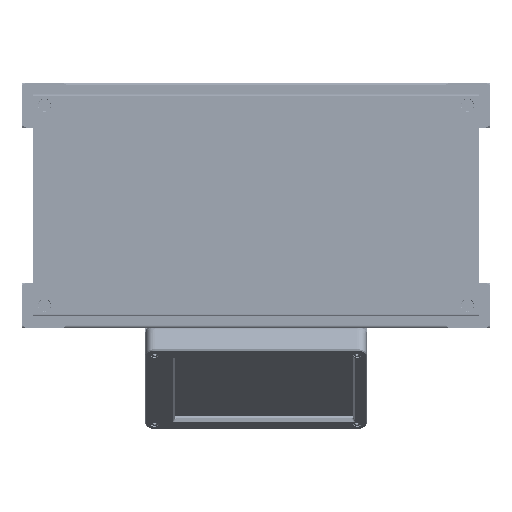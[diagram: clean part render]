
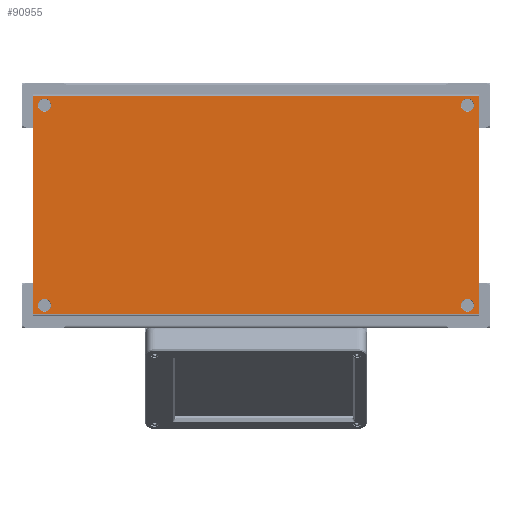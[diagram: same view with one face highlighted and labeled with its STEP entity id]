
A CAD part, top view. The second image highlights one B-rep face of the part: STEP entity #90955.
In plain terms, the highlighted planar face has unit normal (0, 0, 1).
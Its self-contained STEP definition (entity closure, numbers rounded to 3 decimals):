
#5397=FACE_BOUND('',#14219,.T.);
#5398=FACE_BOUND('',#14220,.T.);
#5399=FACE_BOUND('',#14221,.T.);
#5400=FACE_BOUND('',#14222,.T.);
#5937=PLANE('',#96616);
#9208=FACE_OUTER_BOUND('',#14218,.T.);
#14218=EDGE_LOOP('',(#63426,#63427,#63428,#63429));
#14219=EDGE_LOOP('',(#63430));
#14220=EDGE_LOOP('',(#63431));
#14221=EDGE_LOOP('',(#63432));
#14222=EDGE_LOOP('',(#63433));
#19818=LINE('',#130162,#29408);
#19819=LINE('',#130164,#29409);
#19820=LINE('',#130166,#29410);
#19821=LINE('',#130167,#29411);
#29408=VECTOR('',#104805,10.);
#29409=VECTOR('',#104806,10.);
#29410=VECTOR('',#104807,10.);
#29411=VECTOR('',#104808,10.);
#38850=CIRCLE('',#96614,2.9);
#38852=CIRCLE('',#96617,2.9);
#38853=CIRCLE('',#96618,2.9);
#38854=CIRCLE('',#96619,2.9);
#41362=VERTEX_POINT('',#130154);
#41364=VERTEX_POINT('',#130160);
#41365=VERTEX_POINT('',#130161);
#41366=VERTEX_POINT('',#130163);
#41367=VERTEX_POINT('',#130165);
#41368=VERTEX_POINT('',#130168);
#41369=VERTEX_POINT('',#130170);
#41370=VERTEX_POINT('',#130172);
#49933=EDGE_CURVE('',#41362,#41362,#38850,.T.);
#49936=EDGE_CURVE('',#41364,#41365,#19818,.T.);
#49937=EDGE_CURVE('',#41366,#41364,#19819,.T.);
#49938=EDGE_CURVE('',#41367,#41366,#19820,.T.);
#49939=EDGE_CURVE('',#41365,#41367,#19821,.T.);
#49940=EDGE_CURVE('',#41368,#41368,#38852,.T.);
#49941=EDGE_CURVE('',#41369,#41369,#38853,.T.);
#49942=EDGE_CURVE('',#41370,#41370,#38854,.T.);
#63426=ORIENTED_EDGE('',*,*,#49936,.F.);
#63427=ORIENTED_EDGE('',*,*,#49937,.F.);
#63428=ORIENTED_EDGE('',*,*,#49938,.F.);
#63429=ORIENTED_EDGE('',*,*,#49939,.F.);
#63430=ORIENTED_EDGE('',*,*,#49940,.F.);
#63431=ORIENTED_EDGE('',*,*,#49941,.F.);
#63432=ORIENTED_EDGE('',*,*,#49942,.F.);
#63433=ORIENTED_EDGE('',*,*,#49933,.F.);
#90955=ADVANCED_FACE('',(#9208,#5397,#5398,#5399,#5400),#5937,.T.);
#96614=AXIS2_PLACEMENT_3D('',#130155,#104798,#104799);
#96616=AXIS2_PLACEMENT_3D('',#130159,#104803,#104804);
#96617=AXIS2_PLACEMENT_3D('',#130169,#104809,#104810);
#96618=AXIS2_PLACEMENT_3D('',#130171,#104811,#104812);
#96619=AXIS2_PLACEMENT_3D('',#130173,#104813,#104814);
#104798=DIRECTION('center_axis',(0.,0.,1.));
#104799=DIRECTION('ref_axis',(1.,0.,0.));
#104803=DIRECTION('center_axis',(0.,0.,1.));
#104804=DIRECTION('ref_axis',(1.,0.,0.));
#104805=DIRECTION('',(-1.,0.,0.));
#104806=DIRECTION('',(0.,-1.,0.));
#104807=DIRECTION('',(1.,0.,0.));
#104808=DIRECTION('',(0.,1.,0.));
#104809=DIRECTION('center_axis',(0.,0.,1.));
#104810=DIRECTION('ref_axis',(1.,0.,0.));
#104811=DIRECTION('center_axis',(0.,0.,1.));
#104812=DIRECTION('ref_axis',(1.,0.,0.));
#104813=DIRECTION('center_axis',(0.,0.,1.));
#104814=DIRECTION('ref_axis',(1.,0.,0.));
#130154=CARTESIAN_POINT('',(-97.8,44.9,0.));
#130155=CARTESIAN_POINT('Origin',(-94.9,44.9,0.));
#130159=CARTESIAN_POINT('Origin',(0.,0.,0.));
#130160=CARTESIAN_POINT('',(100.,-49.,0.));
#130161=CARTESIAN_POINT('',(-100.,-49.,0.));
#130162=CARTESIAN_POINT('',(50.,-49.,0.));
#130163=CARTESIAN_POINT('',(100.,49.,0.));
#130164=CARTESIAN_POINT('',(100.,49.8,0.));
#130165=CARTESIAN_POINT('',(-100.,49.,0.));
#130166=CARTESIAN_POINT('',(-50.,49.,0.));
#130167=CARTESIAN_POINT('',(-100.,-49.8,0.));
#130168=CARTESIAN_POINT('',(-97.8,-44.9,0.));
#130169=CARTESIAN_POINT('Origin',(-94.9,-44.9,0.));
#130170=CARTESIAN_POINT('',(92.,44.9,0.));
#130171=CARTESIAN_POINT('Origin',(94.9,44.9,0.));
#130172=CARTESIAN_POINT('',(92.,-44.9,0.));
#130173=CARTESIAN_POINT('Origin',(94.9,-44.9,0.));
